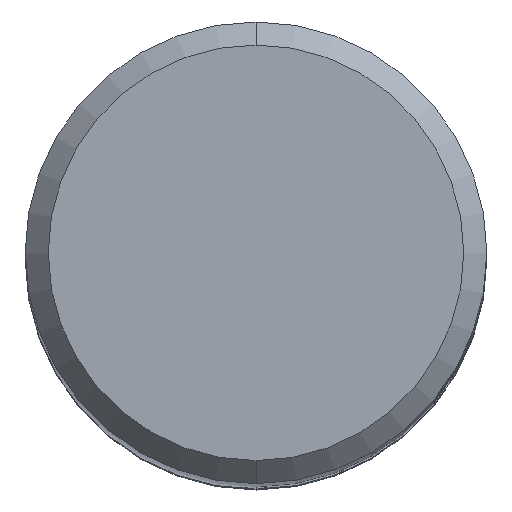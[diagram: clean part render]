
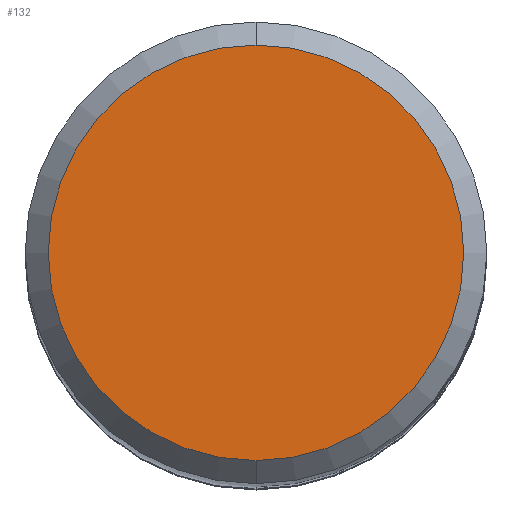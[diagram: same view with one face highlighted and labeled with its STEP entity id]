
A CAD part, top view. The second image highlights one B-rep face of the part: STEP entity #132.
In plain terms, the highlighted planar face has unit normal (0, 0, 1).
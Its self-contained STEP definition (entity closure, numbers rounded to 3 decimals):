
#132=ADVANCED_FACE('',(#323),#324,.T.);
#142=EDGE_CURVE('',#170,#282,#335,.T.);
#154=EDGE_CURVE('',#282,#170,#348,.T.);
#170=VERTEX_POINT('',#366);
#282=VERTEX_POINT('',#494);
#323=FACE_OUTER_BOUND('',#531,.T.);
#324=PLANE('',#532);
#335=CIRCLE('',#547,5.4);
#348=CIRCLE('',#563,5.4);
#366=CARTESIAN_POINT('',(0.,-5.4,0.0));
#494=CARTESIAN_POINT('',(0.0,5.4,0.0));
#531=EDGE_LOOP('',(#776,#777));
#532=AXIS2_PLACEMENT_3D('',#778,#779,#780);
#547=AXIS2_PLACEMENT_3D('',#792,#793,#794);
#563=AXIS2_PLACEMENT_3D('',#804,#805,#806);
#776=ORIENTED_EDGE('',*,*,#154,.F.);
#777=ORIENTED_EDGE('',*,*,#142,.F.);
#778=CARTESIAN_POINT('',(0.0,2.7,0.0));
#779=DIRECTION('',(-0.0,0.0,1.0));
#780=DIRECTION('',(0.0,-1.0,0.0));
#792=CARTESIAN_POINT('',(0.0,0.0,0.0));
#793=DIRECTION('',(0.0,0.0,-1.0));
#794=DIRECTION('',(0.0,1.0,0.0));
#804=CARTESIAN_POINT('',(0.0,0.0,0.0));
#805=DIRECTION('',(0.0,0.0,-1.0));
#806=DIRECTION('',(0.0,1.0,0.0));
